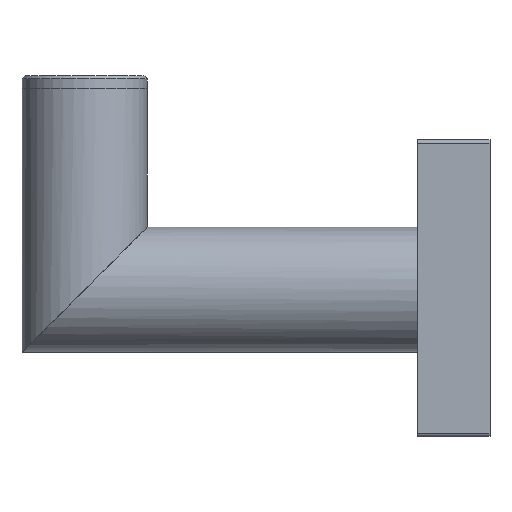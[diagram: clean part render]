
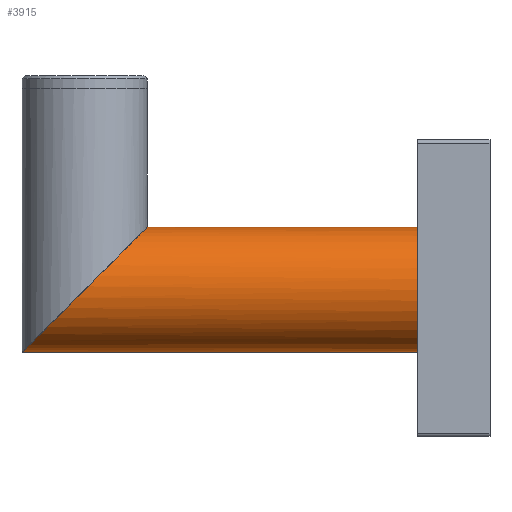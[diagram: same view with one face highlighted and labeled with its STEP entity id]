
A CAD part, left-side view. The second image highlights one B-rep face of the part: STEP entity #3915.
In plain terms, the highlighted cylindrical face has radius 9.5 mm (diameter 19 mm), a partial arc.
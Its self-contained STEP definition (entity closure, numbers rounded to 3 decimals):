
#109 = EDGE_LOOP ( 'NONE', ( #579, #658, #299, #638 ) ) ;
#299 = ORIENTED_EDGE ( 'NONE', *, *, #4443, .T. ) ;
#579 = ORIENTED_EDGE ( 'NONE', *, *, #4198, .F. ) ;
#638 = ORIENTED_EDGE ( 'NONE', *, *, #4441, .T. ) ;
#658 = ORIENTED_EDGE ( 'NONE', *, *, #4442, .T. ) ;
#962 = CARTESIAN_POINT ( 'NONE',  ( 0., 0., 0. ) ) ;
#963 = DIRECTION ( 'NONE',  ( 0., 1., 0. ) ) ;
#964 = DIRECTION ( 'NONE',  ( 0., 0., 1. ) ) ;
#965 = CARTESIAN_POINT ( 'NONE',  ( 0., 41., 9.5 ) ) ;
#966 = CARTESIAN_POINT ( 'NONE',  ( -19., 41., 9.5 ) ) ;
#967 = CARTESIAN_POINT ( 'NONE',  ( -19., 60., -9.5 ) ) ;
#968 = CARTESIAN_POINT ( 'NONE',  ( 0., 60., -9.5 ) ) ;
#970 = LINE ( 'NONE', #971, #1260 ) ;
#971 = CARTESIAN_POINT ( 'NONE',  ( 0., 60., -9.5 ) ) ;
#972 = DIRECTION ( 'NONE',  ( 0., -1., 0. ) ) ;
#1246 = AXIS2_PLACEMENT_3D ( 'NONE', #962, #963, #964 ) ;
#1260 = VECTOR ( 'NONE', #972, 1000. ) ;
#1791 = CIRCLE ( 'NONE', #1246, 9.5 ) ;
#2219 = CARTESIAN_POINT ( 'NONE',  ( 0., 0., -9.5 ) ) ;
#2222 = CARTESIAN_POINT ( 'NONE',  ( 0., 0., 9.5 ) ) ;
#2224 = CARTESIAN_POINT ( 'NONE',  ( 0., 41., 9.5 ) ) ;
#2227 = CARTESIAN_POINT ( 'NONE',  ( 0., 60., -9.5 ) ) ;
#2236 = VERTEX_POINT ( 'NONE', #2227 ) ;
#2239 = VERTEX_POINT ( 'NONE', #2224 ) ;
#2241 = VERTEX_POINT ( 'NONE', #2222 ) ;
#2244 = VERTEX_POINT ( 'NONE', #2219 ) ;
#2582 = VECTOR ( 'NONE', #2878, 1000. ) ;
#2878 = DIRECTION ( 'NONE',  ( 0., -1., 0. ) ) ;
#2879 = CARTESIAN_POINT ( 'NONE',  ( 0., 60., 9.5 ) ) ;
#2880 = LINE ( 'NONE', #2879, #2582 ) ;
#3220 = AXIS2_PLACEMENT_3D ( 'NONE', #4003, #4002, #4000 ) ;
#3227 = FACE_OUTER_BOUND ( 'NONE', #109, .T. ) ;
#3233 = CYLINDRICAL_SURFACE ( 'NONE', #3220, 9.5 ) ;
#3360 =( BOUNDED_CURVE ( )  B_SPLINE_CURVE ( 3, ( #965, #966, #967, #968 ),
 .UNSPECIFIED., .F., .T. ) 
 B_SPLINE_CURVE_WITH_KNOTS ( ( 4, 4 ),
 ( 0., 3.142 ),
 .UNSPECIFIED. ) 
 CURVE ( )  GEOMETRIC_REPRESENTATION_ITEM ( )  RATIONAL_B_SPLINE_CURVE ( ( 1., 0.333, 0.333, 1. ) ) 
 REPRESENTATION_ITEM ( '' )  );
#3915 = ADVANCED_FACE ( 'NONE', ( #3227 ), #3233, .T. ) ;
#4000 = DIRECTION ( 'NONE',  ( 0., 0., -1. ) ) ;
#4002 = DIRECTION ( 'NONE',  ( 0., -1., 0. ) ) ;
#4003 = CARTESIAN_POINT ( 'NONE',  ( 0., 60., 0. ) ) ;
#4198 = EDGE_CURVE ( 'NONE', #2239, #2241, #2880, .T. ) ;
#4441 = EDGE_CURVE ( 'NONE', #2244, #2241, #1791, .T. ) ;
#4442 = EDGE_CURVE ( 'NONE', #2239, #2236, #3360, .T. ) ;
#4443 = EDGE_CURVE ( 'NONE', #2236, #2244, #970, .T. ) ;
